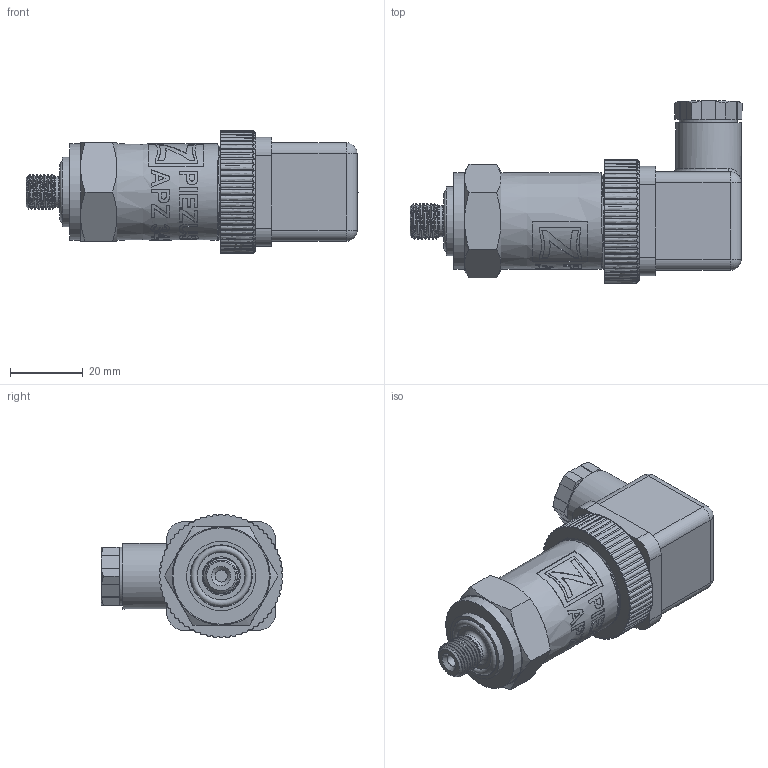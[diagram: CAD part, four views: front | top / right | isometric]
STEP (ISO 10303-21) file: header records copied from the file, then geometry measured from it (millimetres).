
FILE_DESCRIPTION(/* description */ (''),/* implementation_level */ '2;1');
FILE_NAME(/* name */ 'APZ3421_M10x1DIN_DIN43650A.step',/* time_stamp */ '2021-06-23T14:35:26+03:00',/* author */ (''),/* organization */ (''),/* preprocessor_version */ 'ST-DEVELOPER v18.1',/* originating_system */ 'Autodesk Translation Framework v10.9.0.1377',/* authorisation */ '');
FILE_SCHEMA (('AUTOMOTIVE_DESIGN { 1 0 10303 214 3 1 1 }'));
Products named in the file (5): APZ3421_M10x1DIN_DIN43650A; M10x1 DIN; OMAL nut M27x1.5 v8; DIN 43650A female part 28 mm high v6; DIN 43650A male Hirshmann round base v3
Assembly tree (4 placements, depth 2):
  APZ3421_M10x1DIN_DIN43650A
    M10x1 DIN
    OMAL nut M27x1.5 v8
    DIN 43650A female part 28 mm high v6
    DIN 43650A male Hirshmann round base v3
Bounding box: 91.25 x 50.02 x 34 mm (x, y, z)
Volume: 56860.3 mm3; surface area: 19874.4 mm2
Topology: 5 solids, 5 shells, 1347 faces, 3746 edges, 2504 vertices
Faces by surface type: plane 563, bspline 527, cylinder 175, cone 58, torus 18, sphere 6
Full cylindrical faces by diameter (mm): 1.6 x4, 1.65 x4, 2 x1, 2.2 x1, 2.537 x16, 2.579 x1, 3.2 x1, 3.3 x1, 5 x1, 6 x1, 7.8 x1, 8 x1, 8.5 x1, 8.744 x7, 10 x1, 13.5 x1, 16 x1, 16.7 x1, 18 x1, 19 x1, 21 x1, 21.4 x2, 22 x1, 22.4 x1, 24.4 x1, 25.132 x4, 25.526 x4, 27.208 x5
Entity records: 82977 total; most frequent: CARTESIAN_POINT 51248, ORIENTED_EDGE 7488, DIRECTION 4866, EDGE_CURVE 3744, VERTEX_POINT 2504, LINE 1990, VECTOR 1990, EDGE_LOOP 1464
